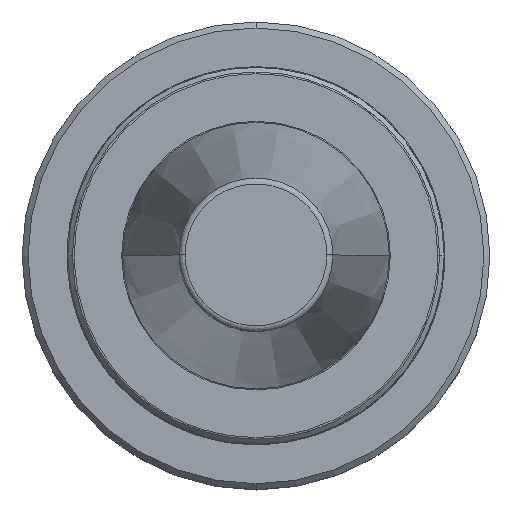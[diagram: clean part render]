
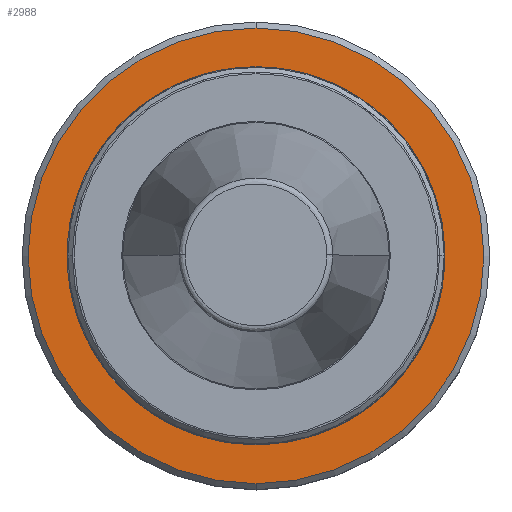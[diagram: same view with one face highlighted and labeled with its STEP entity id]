
A CAD part, top view. The second image highlights one B-rep face of the part: STEP entity #2988.
In plain terms, the highlighted planar face has unit normal (0, 0, 1).
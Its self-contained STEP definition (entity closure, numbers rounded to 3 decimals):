
#53 = VERTEX_POINT ( 'NONE', #2072 ) ;
#166 =( BOUNDED_CURVE ( )  B_SPLINE_CURVE ( 3, ( #1455, #1446, #1465, #1472 ),
 .UNSPECIFIED., .F., .F. ) 
 B_SPLINE_CURVE_WITH_KNOTS ( ( 4, 4 ),
 ( 0., 0.099 ),
 .UNSPECIFIED. ) 
 CURVE ( )  GEOMETRIC_REPRESENTATION_ITEM ( )  RATIONAL_B_SPLINE_CURVE ( ( 0.978, 0.326, 0.326, 0.978 ) ) 
 REPRESENTATION_ITEM ( '' )  );
#328 = AXIS2_PLACEMENT_3D ( 'NONE', #442, #681, #679 ) ;
#442 = CARTESIAN_POINT ( 'NONE',  ( -38.456, -38.456, -26.117 ) ) ;
#564 = FACE_OUTER_BOUND ( 'NONE', #809, .T. ) ;
#632 = CIRCLE ( 'NONE', #2286, 38. ) ;
#663 = PLANE ( 'NONE',  #328 ) ;
#671 = CARTESIAN_POINT ( 'NONE',  ( 31.383, 0., -26.117 ) ) ;
#679 = DIRECTION ( 'NONE',  ( 1., 0., 0. ) ) ;
#681 = DIRECTION ( 'NONE',  ( 0., 0., 1. ) ) ;
#808 = CARTESIAN_POINT ( 'NONE',  ( 31.383, -62.766, -26.117 ) ) ;
#809 = EDGE_LOOP ( 'NONE', ( #2173, #2218 ) ) ;
#831 = CARTESIAN_POINT ( 'NONE',  ( 31.383, 0., -26.117 ) ) ;
#836 = CARTESIAN_POINT ( 'NONE',  ( -31.383, -62.766, -26.117 ) ) ;
#841 = CARTESIAN_POINT ( 'NONE',  ( -31.383, 0., -26.117 ) ) ;
#866 = CARTESIAN_POINT ( 'NONE',  ( -31.383, 0., -26.117 ) ) ;
#874 = EDGE_CURVE ( 'NONE', #1643, #53, #632, .T. ) ;
#924 = CARTESIAN_POINT ( 'NONE',  ( 0., 0., -26.117 ) ) ;
#927 = DIRECTION ( 'NONE',  ( 0., 0., 1. ) ) ;
#931 = DIRECTION ( 'NONE',  ( 0., 1., 0. ) ) ;
#1147 = FACE_BOUND ( 'NONE', #2312, .T. ) ;
#1345 = EDGE_CURVE ( 'NONE', #1676, #1370, #1367, .T. ) ;
#1367 =( BOUNDED_CURVE ( )  B_SPLINE_CURVE ( 3, ( #831, #808, #836, #841 ),
 .UNSPECIFIED., .F., .F. ) 
 B_SPLINE_CURVE_WITH_KNOTS ( ( 4, 4 ),
 ( 0., 0.099 ),
 .UNSPECIFIED. ) 
 CURVE ( )  GEOMETRIC_REPRESENTATION_ITEM ( )  RATIONAL_B_SPLINE_CURVE ( ( 0.978, 0.326, 0.326, 0.978 ) ) 
 REPRESENTATION_ITEM ( '' )  );
#1370 = VERTEX_POINT ( 'NONE', #866 ) ;
#1392 = DIRECTION ( 'NONE',  ( 0., 0., 1. ) ) ;
#1397 = EDGE_CURVE ( 'NONE', #53, #1643, #2100, .T. ) ;
#1446 = CARTESIAN_POINT ( 'NONE',  ( -31.383, 62.766, -26.117 ) ) ;
#1452 = CARTESIAN_POINT ( 'NONE',  ( 0., -38., -26.117 ) ) ;
#1455 = CARTESIAN_POINT ( 'NONE',  ( -31.383, 0., -26.117 ) ) ;
#1465 = CARTESIAN_POINT ( 'NONE',  ( 31.383, 62.766, -26.117 ) ) ;
#1472 = CARTESIAN_POINT ( 'NONE',  ( 31.383, 0., -26.117 ) ) ;
#1488 = CARTESIAN_POINT ( 'NONE',  ( 0., 0., -26.117 ) ) ;
#1513 = AXIS2_PLACEMENT_3D ( 'NONE', #924, #927, #931 ) ;
#1618 = ORIENTED_EDGE ( 'NONE', *, *, #1664, .T. ) ;
#1643 = VERTEX_POINT ( 'NONE', #1452 ) ;
#1664 = EDGE_CURVE ( 'NONE', #1370, #1676, #166, .T. ) ;
#1676 = VERTEX_POINT ( 'NONE', #671 ) ;
#1839 = DIRECTION ( 'NONE',  ( 0., 1., 0. ) ) ;
#2072 = CARTESIAN_POINT ( 'NONE',  ( 0., 38., -26.117 ) ) ;
#2100 = CIRCLE ( 'NONE', #1513, 38. ) ;
#2135 = ORIENTED_EDGE ( 'NONE', *, *, #1345, .T. ) ;
#2173 = ORIENTED_EDGE ( 'NONE', *, *, #1397, .T. ) ;
#2218 = ORIENTED_EDGE ( 'NONE', *, *, #874, .T. ) ;
#2286 = AXIS2_PLACEMENT_3D ( 'NONE', #1488, #1392, #1839 ) ;
#2312 = EDGE_LOOP ( 'NONE', ( #1618, #2135 ) ) ;
#2988 = ADVANCED_FACE ( 'NONE', ( #1147, #564 ), #663, .T. ) ;
